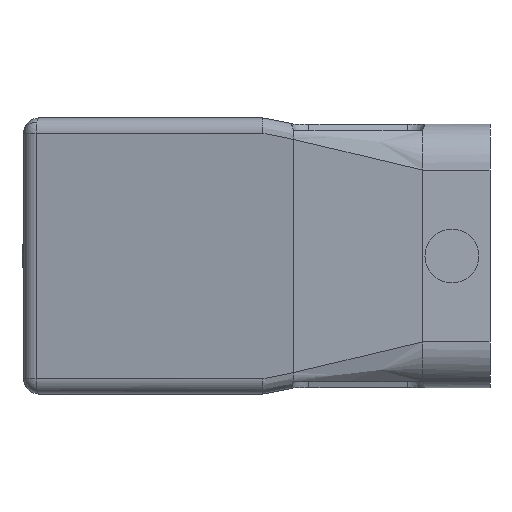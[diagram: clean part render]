
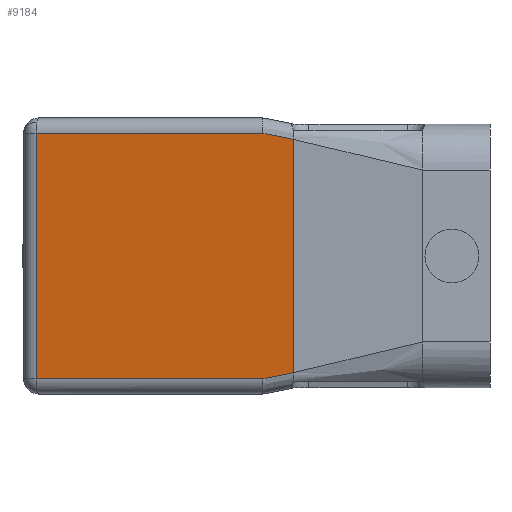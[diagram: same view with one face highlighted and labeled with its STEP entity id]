
A CAD part, left-side view. The second image highlights one B-rep face of the part: STEP entity #9184.
In plain terms, the highlighted planar face has unit normal (-0.982, 0.191, 0).
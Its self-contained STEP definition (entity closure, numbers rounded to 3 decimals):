
#844=DIRECTION('',(-0.191,-0.982,0.));
#845=VECTOR('',#844,37.669);
#846=CARTESIAN_POINT('',(-49.843,41.977,-20.));
#847=LINE('',#846,#845);
#1101=DIRECTION('',(0.187,0.963,-0.193));
#1102=VECTOR('',#1101,5.191);
#1103=CARTESIAN_POINT('',(-58.002,-0.001,
-19.));
#1104=LINE('',#1103,#1102);
#1105=DIRECTION('',(-0.187,-0.963,-0.193));
#1106=VECTOR('',#1105,5.191);
#1107=CARTESIAN_POINT('',(-57.03,5.,20.));
#1108=LINE('',#1107,#1106);
#1113=DIRECTION('',(0.,0.,-1.));
#1114=VECTOR('',#1113,40.);
#1115=CARTESIAN_POINT('',(-49.843,41.977,20.));
#1116=LINE('',#1115,#1114);
#1137=DIRECTION('',(0.191,0.982,0.));
#1138=VECTOR('',#1137,37.669);
#1139=CARTESIAN_POINT('',(-57.03,5.,20.));
#1140=LINE('',#1139,#1138);
#1531=DIRECTION('',(0.,0.,1.));
#1532=VECTOR('',#1531,38.);
#1533=CARTESIAN_POINT('',(-58.002,-0.001,
-19.));
#1534=LINE('',#1533,#1532);
#6483=CARTESIAN_POINT('',(-49.843,41.977,-20.));
#6484=VERTEX_POINT('',#6483);
#6487=CARTESIAN_POINT('',(-57.03,5.,
-20.));
#6488=VERTEX_POINT('',#6487);
#6623=CARTESIAN_POINT('',(-58.002,-0.001,
-19.));
#6624=VERTEX_POINT('',#6623);
#6626=CARTESIAN_POINT('',(-49.843,41.977,20.));
#6627=VERTEX_POINT('',#6626);
#6628=CARTESIAN_POINT('',(-57.03,5.,20.));
#6629=VERTEX_POINT('',#6628);
#6630=CARTESIAN_POINT('',(-58.002,-0.001,
19.));
#6631=VERTEX_POINT('',#6630);
#9167=CARTESIAN_POINT('',(-49.45,44.,0.));
#9168=DIRECTION('',(-0.982,0.191,0.));
#9169=DIRECTION('',(-0.191,-0.982,0.));
#9170=AXIS2_PLACEMENT_3D('',#9167,#9168,#9169);
#9171=PLANE('',#9170);
#9172=ORIENTED_EDGE('',*,*,#9156,.T.);
#9173=ORIENTED_EDGE('',*,*,#8847,.F.);
#9175=ORIENTED_EDGE('',*,*,#9174,.F.);
#9177=ORIENTED_EDGE('',*,*,#9176,.F.);
#9179=ORIENTED_EDGE('',*,*,#9178,.T.);
#9181=ORIENTED_EDGE('',*,*,#9180,.F.);
#9182=EDGE_LOOP('',(#9172,#9173,#9175,#9177,#9179,#9181));
#9183=FACE_OUTER_BOUND('',#9182,.F.);
#9184=ADVANCED_FACE('',(#9183),#9171,.T.);
#8847=EDGE_CURVE('',#6484,#6488,#847,.T.);
#9156=EDGE_CURVE('',#6624,#6488,#1104,.T.);
#9174=EDGE_CURVE('',#6627,#6484,#1116,.T.);
#9176=EDGE_CURVE('',#6629,#6627,#1140,.T.);
#9178=EDGE_CURVE('',#6629,#6631,#1108,.T.);
#9180=EDGE_CURVE('',#6624,#6631,#1534,.T.);
